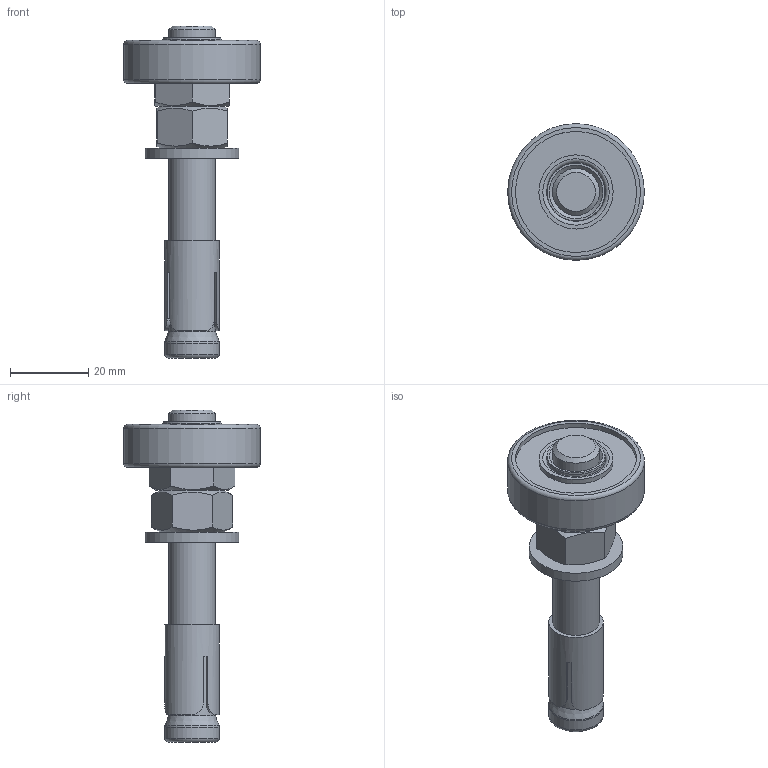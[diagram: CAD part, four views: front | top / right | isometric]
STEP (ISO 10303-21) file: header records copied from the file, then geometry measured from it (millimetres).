
FILE_DESCRIPTION(('STEP AP203'), '1');
FILE_NAME('ÐË154.01.00.000 Ðîëèê àíêåðíûé (ÎÁ)', '2015-09-30T06:32:02', (''), (''), 'ASCON STEP Converter 1.3', 'ASCON Math Kernel', '');
FILE_SCHEMA(('CONFIG_CONTROL_DESIGN'));
Length unit declared in the file: millimetre
Products named in the file (1): 倓154.01.00.0001
Bounding box: 35 x 35 x 85 mm (x, y, z)
Volume: 19428.8 mm3; surface area: 10150.7 mm2
Topology: 1 solids, 3 shells, 92 faces, 208 edges, 132 vertices
Faces by surface type: plane 52, cylinder 24, torus 9, cone 7
Full cylindrical faces by diameter (mm): 12 x3, 13.5 x1, 14 x2, 15 x2, 19 x2, 20.4 x2, 24 x1, 29.6 x2, 31 x2, 35 x1
Entity records: 3883 total; most frequent: CARTESIAN_POINT 1907, DIRECTION 402, ORIENTED_EDGE 348, EDGE_CURVE 174, AXIS2_PLACEMENT_3D 168, EDGE_LOOP 140, VERTEX_POINT 132, ADVANCED_FACE 92
